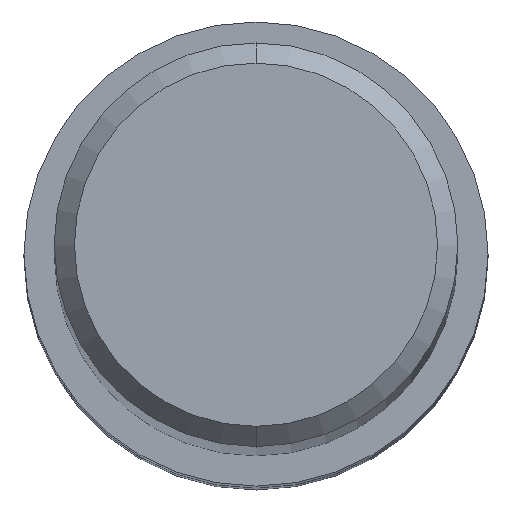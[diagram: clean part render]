
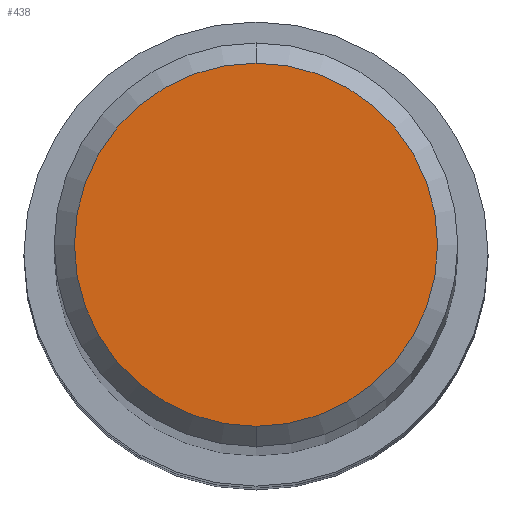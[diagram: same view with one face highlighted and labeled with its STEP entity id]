
A CAD part, top view. The second image highlights one B-rep face of the part: STEP entity #438.
In plain terms, the highlighted planar face has unit normal (0, 0, 1).
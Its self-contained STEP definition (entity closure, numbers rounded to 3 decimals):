
#212=EDGE_CURVE('',#240,#320,#511,.T.);
#240=VERTEX_POINT('',#544);
#286=EDGE_CURVE('',#320,#240,#595,.T.);
#320=VERTEX_POINT('',#631);
#438=ADVANCED_FACE('',(#758),#759,.T.);
#511=CIRCLE('',#874,3.6);
#544=CARTESIAN_POINT('',(0.0,3.6,0.0));
#595=CIRCLE('',#1079,3.6);
#631=CARTESIAN_POINT('',(0.,-3.6,0.0));
#758=FACE_OUTER_BOUND('',#1390,.T.);
#759=PLANE('',#1391);
#874=AXIS2_PLACEMENT_3D('',#1462,#1463,#1464);
#1079=AXIS2_PLACEMENT_3D('',#1574,#1575,#1576);
#1390=EDGE_LOOP('',(#1724,#1725));
#1391=AXIS2_PLACEMENT_3D('',#1726,#1727,#1728);
#1462=CARTESIAN_POINT('',(0.0,0.0,0.0));
#1463=DIRECTION('',(0.0,0.0,-1.0));
#1464=DIRECTION('',(0.0,1.0,0.0));
#1574=CARTESIAN_POINT('',(0.0,0.0,0.0));
#1575=DIRECTION('',(0.0,0.0,-1.0));
#1576=DIRECTION('',(0.0,1.0,0.0));
#1724=ORIENTED_EDGE('',*,*,#212,.F.);
#1725=ORIENTED_EDGE('',*,*,#286,.F.);
#1726=CARTESIAN_POINT('',(0.0,1.8,0.0));
#1727=DIRECTION('',(-0.0,0.0,1.0));
#1728=DIRECTION('',(0.0,-1.0,0.0));
